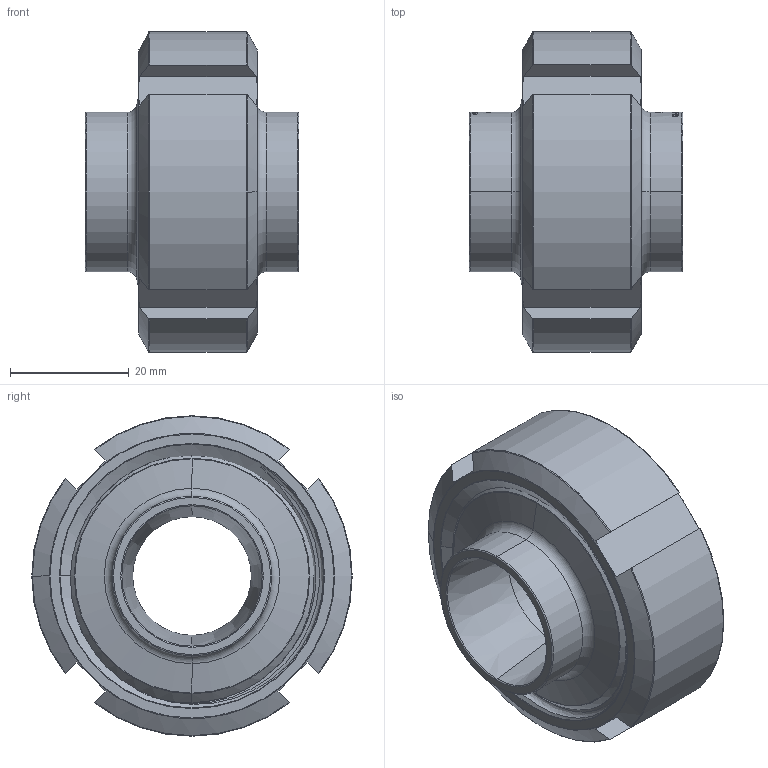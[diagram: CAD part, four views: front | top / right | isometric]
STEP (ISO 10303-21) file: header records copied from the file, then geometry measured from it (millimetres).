
FILE_DESCRIPTION (( 'STEP AP214' ), '1' );
FILE_NAME ('GL-212-026-x Verschraubung S26,9x1,6 heco.STEP', '2017-09-12T09:25:04', ( '' ), ( '' ), 'SwSTEP 2.0', 'SolidWorks 2016', '' );
FILE_SCHEMA (( 'AUTOMOTIVE_DESIGN' ));
Length unit declared in the file: millimetre
Products named in the file (1): GL-212-026-x Verschraubung S26,9x1,6 heco
Bounding box: 36 x 54 x 54 mm (x, y, z)
Volume: 36916.5 mm3; surface area: 22803.5 mm2
Topology: 4 solids, 4 shells, 694 faces, 1787 edges, 1166 vertices
Faces by surface type: bspline 300, plane 220, cylinder 73, torus 71, cone 30
Entity records: 52716 total; most frequent: CARTESIAN_POINT 30073, ORIENTED_EDGE 3574, DIRECTION 2238, EDGE_CURVE 1787, VERTEX_POINT 1166, EDGE_LOOP 767, VECTOR 748, LINE 748
